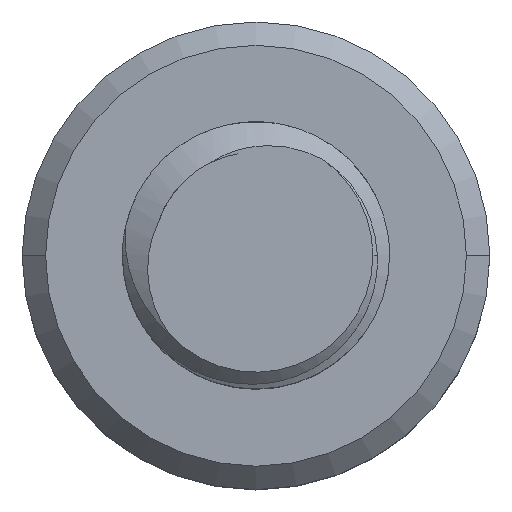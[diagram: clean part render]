
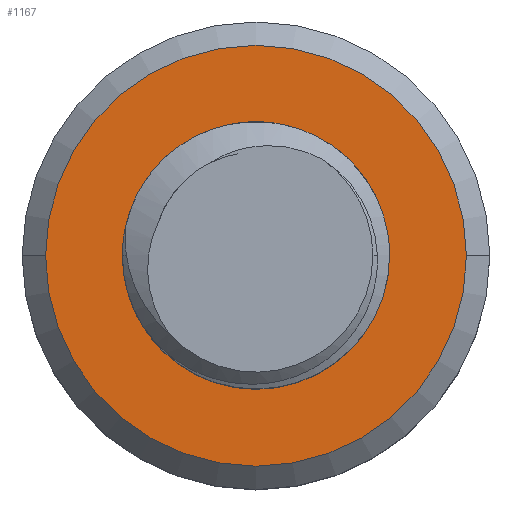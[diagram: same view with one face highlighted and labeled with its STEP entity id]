
A CAD part, top view. The second image highlights one B-rep face of the part: STEP entity #1167.
In plain terms, the highlighted planar face has unit normal (0, 0, 1).
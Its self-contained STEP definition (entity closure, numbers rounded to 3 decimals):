
#4 = CARTESIAN_POINT ( 'NONE',  ( 0.239, 1.986, -5. ) ) ;
#14 = DIRECTION ( 'NONE',  ( 1., 0., 0. ) ) ;
#39 = CARTESIAN_POINT ( 'NONE',  ( 0., 0., -5. ) ) ;
#46 = CIRCLE ( 'NONE', #2104, 3.15 ) ;
#70 = ORIENTED_EDGE ( 'NONE', *, *, #2192, .T. ) ;
#89 = CARTESIAN_POINT ( 'NONE',  ( -1.49, -0.588, -5. ) ) ;
#106 = EDGE_LOOP ( 'NONE', ( #70, #2210 ) ) ;
#130 = CARTESIAN_POINT ( 'NONE',  ( -0.017, -1.575, -5. ) ) ;
#143 = CARTESIAN_POINT ( 'NONE',  ( -1.413, 1.135, -5. ) ) ;
#153 = ORIENTED_EDGE ( 'NONE', *, *, #2307, .T. ) ;
#158 = CARTESIAN_POINT ( 'NONE',  ( 0.057, 1.991, -5. ) ) ;
#167 = VERTEX_POINT ( 'NONE', #388 ) ;
#168 = CARTESIAN_POINT ( 'NONE',  ( 1.757, 0.954, -5. ) ) ;
#193 = DIRECTION ( 'NONE',  ( 0., 0., 1. ) ) ;
#332 = CARTESIAN_POINT ( 'NONE',  ( 1.161, -1.27, -5. ) ) ;
#336 = CARTESIAN_POINT ( 'NONE',  ( -0.372, 1.908, -5. ) ) ;
#342 = B_SPLINE_CURVE_WITH_KNOTS ( 'NONE', 3,
 ( #707, #168, #1442, #2183, #1596, #903, #1635, #892, #1100, #2172, #2161, #1793, #733, #332, #2003, #523, #357, #1260, #1780, #344, #869, #130, #2339 ),
 .UNSPECIFIED., .F., .F.,
 ( 4, 2, 2, 2, 2, 2, 2, 2, 1, 2, 2, 4 ),
 ( 0., 0.25, 0.375, 0.437, 0.5, 0.562, 0.625, 0.75, 0.813, 0.844, 0.875, 1. ),
 .UNSPECIFIED. ) ;
#344 = CARTESIAN_POINT ( 'NONE',  ( 0.387, -1.565, -5. ) ) ;
#348 = CARTESIAN_POINT ( 'NONE',  ( -1.686, 0.305, -5. ) ) ;
#349 = CARTESIAN_POINT ( 'NONE',  ( -1.2, -0.974, -5. ) ) ;
#357 = CARTESIAN_POINT ( 'NONE',  ( 0.645, -1.516, -5. ) ) ;
#382 = DIRECTION ( 'NONE',  ( 1., 0., 0. ) ) ;
#384 = DIRECTION ( 'NONE',  ( 0., 0., -1. ) ) ;
#388 = CARTESIAN_POINT ( 'NONE',  ( 3.15, 0., -5. ) ) ;
#458 = CARTESIAN_POINT ( 'NONE',  ( -1.467, -0.629, -5. ) ) ;
#493 = CARTESIAN_POINT ( 'NONE',  ( 0., 0., -5. ) ) ;
#504 = CARTESIAN_POINT ( 'NONE',  ( -1.262, -0.914, -5. ) ) ;
#517 = CARTESIAN_POINT ( 'NONE',  ( -1.688, 0.13, -5. ) ) ;
#523 = CARTESIAN_POINT ( 'NONE',  ( 0.77, -1.473, -5. ) ) ;
#527 = CARTESIAN_POINT ( 'NONE',  ( -1.064, 1.536, -5. ) ) ;
#535 = EDGE_CURVE ( 'NONE', #1099, #1605, #1363, .T. ) ;
#539 = CARTESIAN_POINT ( 'NONE',  ( -1.617, 0.693, -5. ) ) ;
#561 = CARTESIAN_POINT ( 'NONE',  ( 0., 0., -5. ) ) ;
#570 = ORIENTED_EDGE ( 'NONE', *, *, #878, .F. ) ;
#707 = CARTESIAN_POINT ( 'NONE',  ( 1.553, 1.261, -5. ) ) ;
#711 = CARTESIAN_POINT ( 'NONE',  ( -0.927, 1.644, -5. ) ) ;
#733 = CARTESIAN_POINT ( 'NONE',  ( 1.359, -1.092, -5. ) ) ;
#734 = VERTEX_POINT ( 'NONE', #2294 ) ;
#772 = EDGE_CURVE ( 'NONE', #2314, #1099, #342, .T. ) ;
#798 = DIRECTION ( 'NONE',  ( 0., 0., 1. ) ) ;
#866 = CIRCLE ( 'NONE', #1291, 3.15 ) ;
#869 = CARTESIAN_POINT ( 'NONE',  ( 0.159, -1.587, -5. ) ) ;
#878 = EDGE_CURVE ( 'NONE', #2314, #1723, #2366, .T. ) ;
#892 = CARTESIAN_POINT ( 'NONE',  ( 1.709, -0.586, -5. ) ) ;
#897 = CARTESIAN_POINT ( 'NONE',  ( -1.515, 0.94, -5. ) ) ;
#903 = CARTESIAN_POINT ( 'NONE',  ( 1.803, -0.34, -5. ) ) ;
#907 = CARTESIAN_POINT ( 'NONE',  ( 0.239, 1.986, -5. ) ) ;
#943 = AXIS2_PLACEMENT_3D ( 'NONE', #561, #384, #14 ) ;
#1041 = B_SPLINE_CURVE_WITH_KNOTS ( 'NONE', 3,
 ( #1969, #504, #1610, #2116, #458, #89, #1932, #1434, #1089, #517, #348, #1625, #1821, #539, #1253, #2187, #897, #143, #1996, #527, #711, #2177, #1638, #2365, #336, #1447, #2006, #158, #907 ),
 .UNSPECIFIED., .F., .F.,
 ( 4, 1, 2, 2, 2, 2, 2, 1, 2, 2, 2, 2, 1, 2, 2, 4 ),
 ( 0., 0.062, 0.094, 0.125, 0.25, 0.312, 0.375, 0.437, 0.469, 0.5, 0.625, 0.75, 0.813, 0.844, 0.875, 1. ),
 .UNSPECIFIED. ) ;
#1089 = CARTESIAN_POINT ( 'NONE',  ( -1.682, 0.042, -5. ) ) ;
#1099 = VERTEX_POINT ( 'NONE', #2170 ) ;
#1100 = CARTESIAN_POINT ( 'NONE',  ( 1.671, -0.664, -5. ) ) ;
#1167 = ADVANCED_FACE ( 'NONE', ( #1863, #2243 ), #2052, .F. ) ;
#1253 = CARTESIAN_POINT ( 'NONE',  ( -1.569, 0.816, -5. ) ) ;
#1260 = CARTESIAN_POINT ( 'NONE',  ( 0.516, -1.544, -5. ) ) ;
#1291 = AXIS2_PLACEMENT_3D ( 'NONE', #493, #1389, #2128 ) ;
#1336 = DIRECTION ( 'NONE',  ( 0., 0., -1. ) ) ;
#1363 = CIRCLE ( 'NONE', #943, 1.545 ) ;
#1389 = DIRECTION ( 'NONE',  ( 0., 0., 1. ) ) ;
#1403 = AXIS2_PLACEMENT_3D ( 'NONE', #1656, #1336, #1515 ) ;
#1432 = ORIENTED_EDGE ( 'NONE', *, *, #772, .T. ) ;
#1434 = CARTESIAN_POINT ( 'NONE',  ( -1.643, -0.221, -5. ) ) ;
#1442 = CARTESIAN_POINT ( 'NONE',  ( 1.866, 0.624, -5. ) ) ;
#1447 = CARTESIAN_POINT ( 'NONE',  ( -0.328, 1.92, -5. ) ) ;
#1515 = DIRECTION ( 'NONE',  ( 0., -1., 0. ) ) ;
#1559 = DIRECTION ( 'NONE',  ( -1., 0., 0. ) ) ;
#1596 = CARTESIAN_POINT ( 'NONE',  ( 1.868, -0.083, -5. ) ) ;
#1605 = VERTEX_POINT ( 'NONE', #349 ) ;
#1610 = CARTESIAN_POINT ( 'NONE',  ( -1.347, -0.816, -5. ) ) ;
#1625 = CARTESIAN_POINT ( 'NONE',  ( -1.678, 0.395, -5. ) ) ;
#1635 = CARTESIAN_POINT ( 'NONE',  ( 1.775, -0.424, -5. ) ) ;
#1638 = CARTESIAN_POINT ( 'NONE',  ( -0.58, 1.835, -5. ) ) ;
#1656 = CARTESIAN_POINT ( 'NONE',  ( 0., 0., -5. ) ) ;
#1662 = CARTESIAN_POINT ( 'NONE',  ( 0., 0., -5. ) ) ;
#1723 = VERTEX_POINT ( 'NONE', #4 ) ;
#1780 = CARTESIAN_POINT ( 'NONE',  ( 0.429, -1.56, -5. ) ) ;
#1793 = CARTESIAN_POINT ( 'NONE',  ( 1.418, -1.03, -5. ) ) ;
#1821 = CARTESIAN_POINT ( 'NONE',  ( -1.649, 0.566, -5. ) ) ;
#1863 = FACE_BOUND ( 'NONE', #1866, .T. ) ;
#1866 = EDGE_LOOP ( 'NONE', ( #570, #1432, #2403, #153 ) ) ;
#1932 = CARTESIAN_POINT ( 'NONE',  ( -1.59, -0.389, -5. ) ) ;
#1969 = CARTESIAN_POINT ( 'NONE',  ( -1.2, -0.974, -5. ) ) ;
#1996 = CARTESIAN_POINT ( 'NONE',  ( -1.31, 1.279, -5. ) ) ;
#2003 = CARTESIAN_POINT ( 'NONE',  ( 1.014, -1.366, -5. ) ) ;
#2006 = CARTESIAN_POINT ( 'NONE',  ( -0.118, 1.972, -5. ) ) ;
#2023 = AXIS2_PLACEMENT_3D ( 'NONE', #1662, #193, #382 ) ;
#2052 = PLANE ( 'NONE',  #1403 ) ;
#2098 = EDGE_CURVE ( 'NONE', #167, #734, #46, .T. ) ;
#2104 = AXIS2_PLACEMENT_3D ( 'NONE', #39, #798, #1559 ) ;
#2116 = CARTESIAN_POINT ( 'NONE',  ( -1.421, -0.705, -5. ) ) ;
#2128 = DIRECTION ( 'NONE',  ( -1., 0., 0. ) ) ;
#2161 = CARTESIAN_POINT ( 'NONE',  ( 1.528, -0.894, -5. ) ) ;
#2170 = CARTESIAN_POINT ( 'NONE',  ( -0.185, -1.534, -5. ) ) ;
#2172 = CARTESIAN_POINT ( 'NONE',  ( 1.579, -0.82, -5. ) ) ;
#2177 = CARTESIAN_POINT ( 'NONE',  ( -0.698, 1.777, -5. ) ) ;
#2183 = CARTESIAN_POINT ( 'NONE',  ( 1.886, 0.093, -5. ) ) ;
#2187 = CARTESIAN_POINT ( 'NONE',  ( -1.534, 0.898, -5. ) ) ;
#2192 = EDGE_CURVE ( 'NONE', #734, #167, #866, .T. ) ;
#2210 = ORIENTED_EDGE ( 'NONE', *, *, #2098, .T. ) ;
#2243 = FACE_OUTER_BOUND ( 'NONE', #106, .T. ) ;
#2294 = CARTESIAN_POINT ( 'NONE',  ( -3.15, 0., -5. ) ) ;
#2307 = EDGE_CURVE ( 'NONE', #1605, #1723, #1041, .T. ) ;
#2314 = VERTEX_POINT ( 'NONE', #2382 ) ;
#2339 = CARTESIAN_POINT ( 'NONE',  ( -0.185, -1.534, -5. ) ) ;
#2365 = CARTESIAN_POINT ( 'NONE',  ( -0.456, 1.88, -5. ) ) ;
#2366 = CIRCLE ( 'NONE', #2023, 2. ) ;
#2382 = CARTESIAN_POINT ( 'NONE',  ( 1.553, 1.261, -5. ) ) ;
#2403 = ORIENTED_EDGE ( 'NONE', *, *, #535, .T. ) ;
